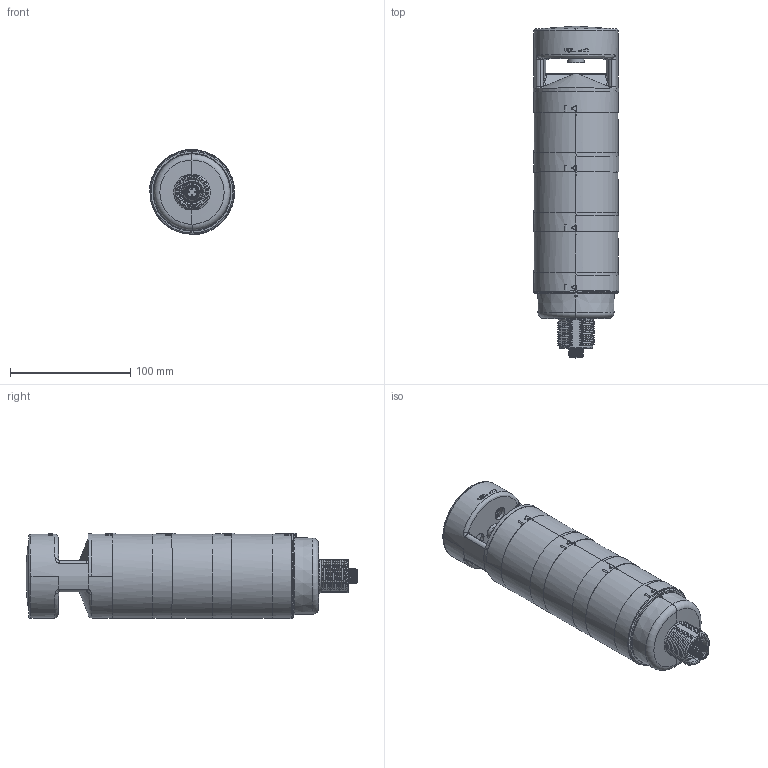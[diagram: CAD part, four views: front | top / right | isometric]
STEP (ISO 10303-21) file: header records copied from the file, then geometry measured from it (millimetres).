
FILE_DESCRIPTION((''),'2;1');
FILE_NAME('191338_ASM','2016-03-03T',('pdmadmin'),(''),'PRO/ENGINEER BY PARAMETRIC TECHNOLOGY CORPORATION, 2013230','PRO/ENGINEER BY PARAMETRIC TECHNOLOGY CORPORATION, 2013230','');
FILE_SCHEMA(('CONFIG_CONTROL_DESIGN'));
Length unit declared in the file: millimetre
Products named in the file (8): 180077; 180482; 08427; 183492; 183493; 180306; 180308; 191338_ASM
Assembly tree (11 placements, depth 2):
  191338_ASM
    180077
    180482
    08427
    183492  x3
    183493  x3
    180306
    180308
Bounding box: 71 x 276.61 x 71.25 mm (x, y, z)
Volume: 252578.9 mm3; surface area: 183333 mm2
Topology: 11 solids, 15 shells, 2832 faces, 6820 edges, 4061 vertices
Faces by surface type: bspline 872, cylinder 770, plane 497, torus 293, cone 237, sphere 141, extrusion 22
Entity records: 95018 total; most frequent: CARTESIAN_POINT 59996, ORIENTED_EDGE 7976, DIRECTION 6329, EDGE_CURVE 3992, AXIS2_PLACEMENT_3D 2623, VERTEX_POINT 2411, EDGE_LOOP 1749, FACE_OUTER_BOUND 1650
